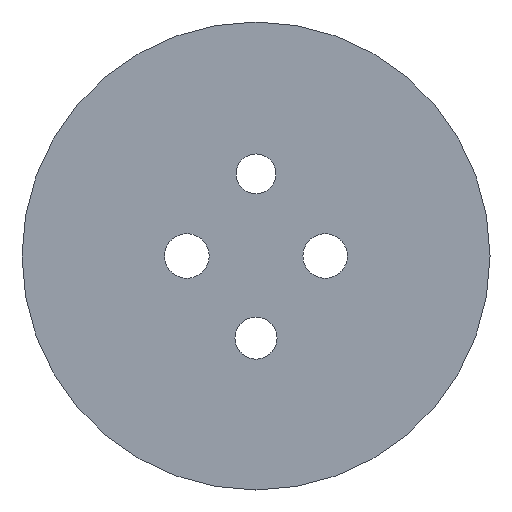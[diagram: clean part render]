
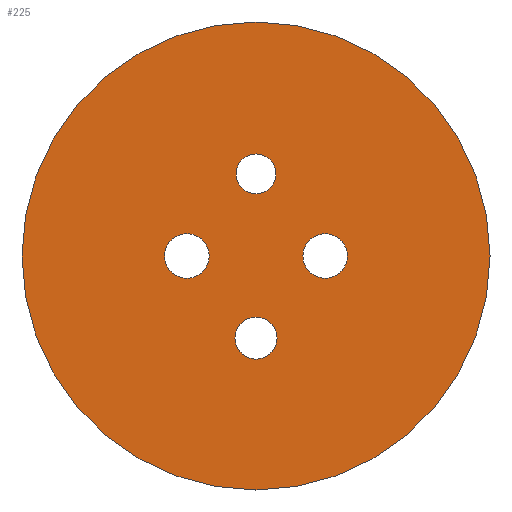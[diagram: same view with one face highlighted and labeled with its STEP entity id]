
A CAD part, front view. The second image highlights one B-rep face of the part: STEP entity #225.
In plain terms, the highlighted planar face has unit normal (0, -1, 0).
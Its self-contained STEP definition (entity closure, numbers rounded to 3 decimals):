
#24 = VERTEX_POINT('',#25);
#25 = CARTESIAN_POINT('',(27.059,-6.4,0.));
#32 = CYLINDRICAL_SURFACE('',#33,27.059);
#33 = AXIS2_PLACEMENT_3D('',#34,#35,#36);
#34 = CARTESIAN_POINT('',(0.,0.,0.));
#35 = DIRECTION('',(0.,1.,0.));
#36 = DIRECTION('',(1.,0.,0.));
#49 = EDGE_CURVE('',#24,#24,#50,.T.);
#50 = SURFACE_CURVE('',#51,(#56,#62),.PCURVE_S1.);
#51 = CIRCLE('',#52,27.059);
#52 = AXIS2_PLACEMENT_3D('',#53,#54,#55);
#53 = CARTESIAN_POINT('',(0.,-6.4,0.));
#54 = DIRECTION('',(0.,-1.,0.));
#55 = DIRECTION('',(1.,0.,0.));
#56 = PCURVE('',#32,#57);
#57 = DEFINITIONAL_REPRESENTATION('',(#58),#61);
#58 = B_SPLINE_CURVE_WITH_KNOTS('',1,(#59,#60),.UNSPECIFIED.,.F.,.F.,(2,
    2),(0.,6.283),.PIECEWISE_BEZIER_KNOTS.);
#59 = CARTESIAN_POINT('',(0.,-6.4));
#60 = CARTESIAN_POINT('',(-6.283,-6.4));
#61 = ( GEOMETRIC_REPRESENTATION_CONTEXT(2) 
PARAMETRIC_REPRESENTATION_CONTEXT() REPRESENTATION_CONTEXT('2D SPACE',''
  ) );
#62 = PCURVE('',#63,#68);
#63 = PLANE('',#64);
#64 = AXIS2_PLACEMENT_3D('',#65,#66,#67);
#65 = CARTESIAN_POINT('',(0.,-6.4,0.));
#66 = DIRECTION('',(0.,-1.,0.));
#67 = DIRECTION('',(0.,0.,-1.));
#68 = DEFINITIONAL_REPRESENTATION('',(#69),#73);
#69 = CIRCLE('',#70,27.059);
#70 = AXIS2_PLACEMENT_2D('',#71,#72);
#71 = CARTESIAN_POINT('',(0.,0.));
#72 = DIRECTION('',(0.,1.));
#73 = ( GEOMETRIC_REPRESENTATION_CONTEXT(2) 
PARAMETRIC_REPRESENTATION_CONTEXT() REPRESENTATION_CONTEXT('2D SPACE',''
  ) );
#125 = CYLINDRICAL_SURFACE('',#126,2.583);
#126 = AXIS2_PLACEMENT_3D('',#127,#128,#129);
#127 = CARTESIAN_POINT('',(-8.,-6.4,0.));
#128 = DIRECTION('',(0.,-1.,0.));
#129 = DIRECTION('',(1.,0.,0.));
#155 = CYLINDRICAL_SURFACE('',#156,2.304);
#156 = AXIS2_PLACEMENT_3D('',#157,#158,#159);
#157 = CARTESIAN_POINT('',(0.,-6.4,9.5));
#158 = DIRECTION('',(0.,-1.,0.));
#159 = DIRECTION('',(1.,0.,0.));
#185 = CYLINDRICAL_SURFACE('',#186,2.571);
#186 = AXIS2_PLACEMENT_3D('',#187,#188,#189);
#187 = CARTESIAN_POINT('',(8.,-6.4,0.));
#188 = DIRECTION('',(0.,-1.,0.));
#189 = DIRECTION('',(1.,0.,0.));
#215 = CYLINDRICAL_SURFACE('',#216,2.433);
#216 = AXIS2_PLACEMENT_3D('',#217,#218,#219);
#217 = CARTESIAN_POINT('',(0.,-6.4,-9.5));
#218 = DIRECTION('',(0.,-1.,0.));
#219 = DIRECTION('',(1.,0.,0.));
#225 = ADVANCED_FACE('',(#226,#229,#254,#279,#304),#63,.T.);
#226 = FACE_BOUND('',#227,.T.);
#227 = EDGE_LOOP('',(#228));
#228 = ORIENTED_EDGE('',*,*,#49,.T.);
#229 = FACE_BOUND('',#230,.T.);
#230 = EDGE_LOOP('',(#231));
#231 = ORIENTED_EDGE('',*,*,#232,.F.);
#232 = EDGE_CURVE('',#233,#233,#235,.T.);
#233 = VERTEX_POINT('',#234);
#234 = CARTESIAN_POINT('',(-5.417,-6.4,0.));
#235 = SURFACE_CURVE('',#236,(#241,#248),.PCURVE_S1.);
#236 = CIRCLE('',#237,2.583);
#237 = AXIS2_PLACEMENT_3D('',#238,#239,#240);
#238 = CARTESIAN_POINT('',(-8.,-6.4,0.));
#239 = DIRECTION('',(0.,-1.,0.));
#240 = DIRECTION('',(1.,0.,0.));
#241 = PCURVE('',#63,#242);
#242 = DEFINITIONAL_REPRESENTATION('',(#243),#247);
#243 = CIRCLE('',#244,2.583);
#244 = AXIS2_PLACEMENT_2D('',#245,#246);
#245 = CARTESIAN_POINT('',(0.,-8.));
#246 = DIRECTION('',(0.,1.));
#247 = ( GEOMETRIC_REPRESENTATION_CONTEXT(2) 
PARAMETRIC_REPRESENTATION_CONTEXT() REPRESENTATION_CONTEXT('2D SPACE',''
  ) );
#248 = PCURVE('',#125,#249);
#249 = DEFINITIONAL_REPRESENTATION('',(#250),#253);
#250 = B_SPLINE_CURVE_WITH_KNOTS('',1,(#251,#252),.UNSPECIFIED.,.F.,.F.,
  (2,2),(0.,6.283),.PIECEWISE_BEZIER_KNOTS.);
#251 = CARTESIAN_POINT('',(0.,0.));
#252 = CARTESIAN_POINT('',(6.283,0.));
#253 = ( GEOMETRIC_REPRESENTATION_CONTEXT(2) 
PARAMETRIC_REPRESENTATION_CONTEXT() REPRESENTATION_CONTEXT('2D SPACE',''
  ) );
#254 = FACE_BOUND('',#255,.T.);
#255 = EDGE_LOOP('',(#256));
#256 = ORIENTED_EDGE('',*,*,#257,.F.);
#257 = EDGE_CURVE('',#258,#258,#260,.T.);
#258 = VERTEX_POINT('',#259);
#259 = CARTESIAN_POINT('',(2.304,-6.4,9.5));
#260 = SURFACE_CURVE('',#261,(#266,#273),.PCURVE_S1.);
#261 = CIRCLE('',#262,2.304);
#262 = AXIS2_PLACEMENT_3D('',#263,#264,#265);
#263 = CARTESIAN_POINT('',(0.,-6.4,9.5));
#264 = DIRECTION('',(0.,-1.,0.));
#265 = DIRECTION('',(1.,0.,0.));
#266 = PCURVE('',#63,#267);
#267 = DEFINITIONAL_REPRESENTATION('',(#268),#272);
#268 = CIRCLE('',#269,2.304);
#269 = AXIS2_PLACEMENT_2D('',#270,#271);
#270 = CARTESIAN_POINT('',(-9.5,0.));
#271 = DIRECTION('',(0.,1.));
#272 = ( GEOMETRIC_REPRESENTATION_CONTEXT(2) 
PARAMETRIC_REPRESENTATION_CONTEXT() REPRESENTATION_CONTEXT('2D SPACE',''
  ) );
#273 = PCURVE('',#155,#274);
#274 = DEFINITIONAL_REPRESENTATION('',(#275),#278);
#275 = B_SPLINE_CURVE_WITH_KNOTS('',1,(#276,#277),.UNSPECIFIED.,.F.,.F.,
  (2,2),(0.,6.283),.PIECEWISE_BEZIER_KNOTS.);
#276 = CARTESIAN_POINT('',(0.,0.));
#277 = CARTESIAN_POINT('',(6.283,0.));
#278 = ( GEOMETRIC_REPRESENTATION_CONTEXT(2) 
PARAMETRIC_REPRESENTATION_CONTEXT() REPRESENTATION_CONTEXT('2D SPACE',''
  ) );
#279 = FACE_BOUND('',#280,.T.);
#280 = EDGE_LOOP('',(#281));
#281 = ORIENTED_EDGE('',*,*,#282,.F.);
#282 = EDGE_CURVE('',#283,#283,#285,.T.);
#283 = VERTEX_POINT('',#284);
#284 = CARTESIAN_POINT('',(10.571,-6.4,0.));
#285 = SURFACE_CURVE('',#286,(#291,#298),.PCURVE_S1.);
#286 = CIRCLE('',#287,2.571);
#287 = AXIS2_PLACEMENT_3D('',#288,#289,#290);
#288 = CARTESIAN_POINT('',(8.,-6.4,0.));
#289 = DIRECTION('',(0.,-1.,0.));
#290 = DIRECTION('',(1.,0.,0.));
#291 = PCURVE('',#63,#292);
#292 = DEFINITIONAL_REPRESENTATION('',(#293),#297);
#293 = CIRCLE('',#294,2.571);
#294 = AXIS2_PLACEMENT_2D('',#295,#296);
#295 = CARTESIAN_POINT('',(0.,8.));
#296 = DIRECTION('',(0.,1.));
#297 = ( GEOMETRIC_REPRESENTATION_CONTEXT(2) 
PARAMETRIC_REPRESENTATION_CONTEXT() REPRESENTATION_CONTEXT('2D SPACE',''
  ) );
#298 = PCURVE('',#185,#299);
#299 = DEFINITIONAL_REPRESENTATION('',(#300),#303);
#300 = B_SPLINE_CURVE_WITH_KNOTS('',1,(#301,#302),.UNSPECIFIED.,.F.,.F.,
  (2,2),(0.,6.283),.PIECEWISE_BEZIER_KNOTS.);
#301 = CARTESIAN_POINT('',(0.,0.));
#302 = CARTESIAN_POINT('',(6.283,0.));
#303 = ( GEOMETRIC_REPRESENTATION_CONTEXT(2) 
PARAMETRIC_REPRESENTATION_CONTEXT() REPRESENTATION_CONTEXT('2D SPACE',''
  ) );
#304 = FACE_BOUND('',#305,.T.);
#305 = EDGE_LOOP('',(#306));
#306 = ORIENTED_EDGE('',*,*,#307,.F.);
#307 = EDGE_CURVE('',#308,#308,#310,.T.);
#308 = VERTEX_POINT('',#309);
#309 = CARTESIAN_POINT('',(2.433,-6.4,-9.5));
#310 = SURFACE_CURVE('',#311,(#316,#323),.PCURVE_S1.);
#311 = CIRCLE('',#312,2.433);
#312 = AXIS2_PLACEMENT_3D('',#313,#314,#315);
#313 = CARTESIAN_POINT('',(0.,-6.4,-9.5));
#314 = DIRECTION('',(0.,-1.,0.));
#315 = DIRECTION('',(1.,0.,0.));
#316 = PCURVE('',#63,#317);
#317 = DEFINITIONAL_REPRESENTATION('',(#318),#322);
#318 = CIRCLE('',#319,2.433);
#319 = AXIS2_PLACEMENT_2D('',#320,#321);
#320 = CARTESIAN_POINT('',(9.5,0.));
#321 = DIRECTION('',(0.,1.));
#322 = ( GEOMETRIC_REPRESENTATION_CONTEXT(2) 
PARAMETRIC_REPRESENTATION_CONTEXT() REPRESENTATION_CONTEXT('2D SPACE',''
  ) );
#323 = PCURVE('',#215,#324);
#324 = DEFINITIONAL_REPRESENTATION('',(#325),#328);
#325 = B_SPLINE_CURVE_WITH_KNOTS('',1,(#326,#327),.UNSPECIFIED.,.F.,.F.,
  (2,2),(0.,6.283),.PIECEWISE_BEZIER_KNOTS.);
#326 = CARTESIAN_POINT('',(0.,0.));
#327 = CARTESIAN_POINT('',(6.283,0.));
#328 = ( GEOMETRIC_REPRESENTATION_CONTEXT(2) 
PARAMETRIC_REPRESENTATION_CONTEXT() REPRESENTATION_CONTEXT('2D SPACE',''
  ) );
